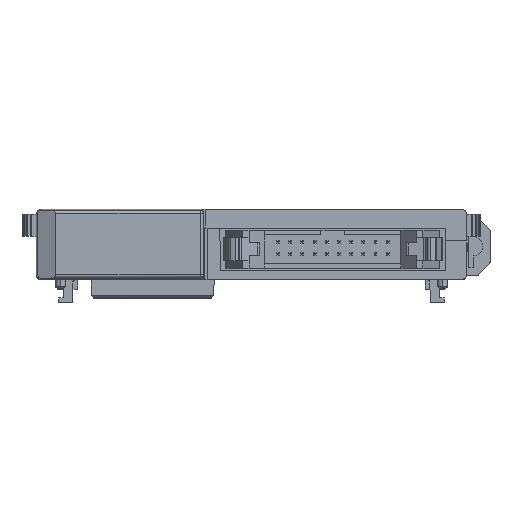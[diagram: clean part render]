
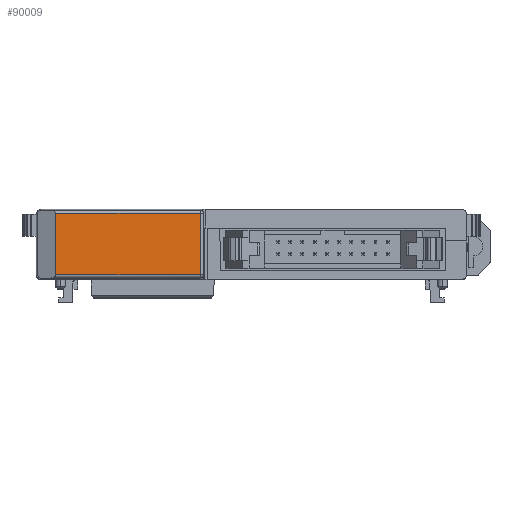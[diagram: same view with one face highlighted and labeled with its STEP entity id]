
A CAD part, top view. The second image highlights one B-rep face of the part: STEP entity #90009.
In plain terms, the highlighted planar face has unit normal (0, 0.009, 1).
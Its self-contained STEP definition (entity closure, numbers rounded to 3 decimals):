
#77977=CARTESIAN_POINT('',(-10.64,4.234,36.865));
#77978=VERTEX_POINT('',#77977);
#78004=CARTESIAN_POINT('',(-40.827,4.234,36.865));
#78005=VERTEX_POINT('',#78004);
#78006=CARTESIAN_POINT('',(-10.64,4.234,36.865));
#78007=DIRECTION('',(-1.,0.,0.));
#78008=VECTOR('',#78007,30.187);
#78009=LINE('',#78006,#78008);
#78010=EDGE_CURVE('',#77978,#78005,#78009,.T.);
#78033=CARTESIAN_POINT('',(-40.827,17.051,36.754));
#78034=VERTEX_POINT('',#78033);
#78035=CARTESIAN_POINT('',(-40.827,4.234,36.865));
#78036=DIRECTION('',(0.,1.,-0.009));
#78037=VECTOR('',#78036,12.817);
#78038=LINE('',#78035,#78037);
#78039=EDGE_CURVE('',#78005,#78034,#78038,.T.);
#78217=CARTESIAN_POINT('',(-10.64,17.051,36.754));
#78218=VERTEX_POINT('',#78217);
#78219=CARTESIAN_POINT('',(-40.827,17.051,36.754));
#78220=DIRECTION('',(1.,0.,0.));
#78221=VECTOR('',#78220,30.187);
#78222=LINE('',#78219,#78221);
#78223=EDGE_CURVE('',#78034,#78218,#78222,.T.);
#89987=CARTESIAN_POINT('',(-10.64,17.051,36.754));
#89988=DIRECTION('',(0.,-1.,0.009));
#89989=VECTOR('',#89988,12.817);
#89990=LINE('',#89987,#89989);
#89991=EDGE_CURVE('',#78218,#77978,#89990,.T.);
#89998=CARTESIAN_POINT('',(-27.299,10.642,36.809));
#89999=DIRECTION('',(0.,1.,-0.009));
#90000=DIRECTION('',(0.,0.009,1.));
#90001=AXIS2_PLACEMENT_3D('',#89998,#90000,#89999);
#90002=PLANE('',#90001);
#90003=ORIENTED_EDGE('',*,*,#78010,.F.);
#90004=ORIENTED_EDGE('',*,*,#89991,.F.);
#90005=ORIENTED_EDGE('',*,*,#78223,.F.);
#90006=ORIENTED_EDGE('',*,*,#78039,.F.);
#90007=EDGE_LOOP('',(#90003,#90004,#90005,#90006));
#90008=FACE_OUTER_BOUND('',#90007,.T.);
#90009=ADVANCED_FACE('',(#90008),#90002,.T.);
